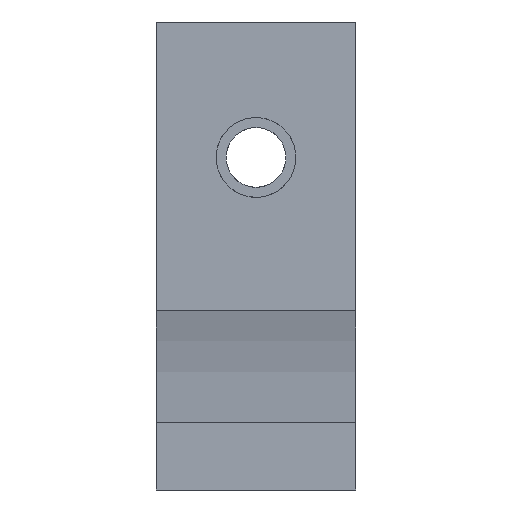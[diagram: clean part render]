
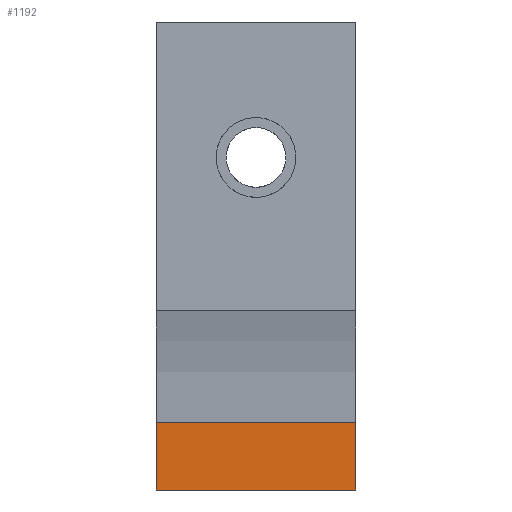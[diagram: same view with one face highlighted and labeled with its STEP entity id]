
A CAD part, front view. The second image highlights one B-rep face of the part: STEP entity #1192.
In plain terms, the highlighted planar face has unit normal (0, -1, 0).
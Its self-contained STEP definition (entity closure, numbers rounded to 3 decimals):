
#31 = PLANE('',#32);
#32 = AXIS2_PLACEMENT_3D('',#33,#34,#35);
#33 = CARTESIAN_POINT('',(422.85,330.61,57.77));
#34 = DIRECTION('',(1.,0.,0.));
#35 = DIRECTION('',(0.,0.,1.));
#79 = VERTEX_POINT('',#80);
#80 = CARTESIAN_POINT('',(422.85,323.7,35.2));
#94 = ( BOUNDED_SURFACE() B_SPLINE_SURFACE(1,2,(
    (#95,#96,#97,#98,#99,#100,#101,#102,#103)
    ,(#104,#105,#106,#107,#108,#109,#110,#111,#112
)),.UNSPECIFIED.,.F.,.T.,.F.) B_SPLINE_SURFACE_WITH_KNOTS((2,2),(1,2,2,2
    ,2,2,1),(0.,12.24),(-1.571,0.,1.571,3.142,
    4.712,6.283,7.854),.UNSPECIFIED.) 
GEOMETRIC_REPRESENTATION_ITEM() RATIONAL_B_SPLINE_SURFACE((
    (1.,0.707,1.,0.707,1.,0.707,1.
      ,0.707,1.)
    ,(1.,0.707,1.,0.707,1.,0.707,1.
,0.707,1.))) REPRESENTATION_ITEM('') SURFACE() );
#95 = CARTESIAN_POINT('',(423.97,303.7,15.2));
#96 = CARTESIAN_POINT('',(423.97,283.7,15.2));
#97 = CARTESIAN_POINT('',(423.97,283.7,35.2));
#98 = CARTESIAN_POINT('',(423.97,283.7,55.2));
#99 = CARTESIAN_POINT('',(423.97,303.7,55.2));
#100 = CARTESIAN_POINT('',(423.97,323.7,55.2));
#101 = CARTESIAN_POINT('',(423.97,323.7,35.2));
#102 = CARTESIAN_POINT('',(423.97,323.7,15.2));
#103 = CARTESIAN_POINT('',(423.97,303.7,15.2));
#104 = CARTESIAN_POINT('',(411.73,303.7,15.2));
#105 = CARTESIAN_POINT('',(411.73,283.7,15.2));
#106 = CARTESIAN_POINT('',(411.73,283.7,35.2));
#107 = CARTESIAN_POINT('',(411.73,283.7,55.2));
#108 = CARTESIAN_POINT('',(411.73,303.7,55.2));
#109 = CARTESIAN_POINT('',(411.73,323.7,55.2));
#110 = CARTESIAN_POINT('',(411.73,323.7,35.2));
#111 = CARTESIAN_POINT('',(411.73,323.7,15.2));
#112 = CARTESIAN_POINT('',(411.73,303.7,15.2));
#142 = EDGE_CURVE('',#143,#79,#145,.T.);
#143 = VERTEX_POINT('',#144);
#144 = CARTESIAN_POINT('',(422.85,323.7,31.8));
#145 = SURFACE_CURVE('',#146,(#149,#155),.PCURVE_S1.);
#146 = B_SPLINE_CURVE_WITH_KNOTS('',1,(#147,#148),.UNSPECIFIED.,.F.,.F.,
  (2,2),(0.,3.4),.PIECEWISE_BEZIER_KNOTS.);
#147 = CARTESIAN_POINT('',(422.85,323.7,31.8));
#148 = CARTESIAN_POINT('',(422.85,323.7,35.2));
#149 = PCURVE('',#31,#150);
#150 = DEFINITIONAL_REPRESENTATION('',(#151),#154);
#151 = B_SPLINE_CURVE_WITH_KNOTS('',1,(#152,#153),.UNSPECIFIED.,.F.,.F.,
  (2,2),(0.,3.4),.PIECEWISE_BEZIER_KNOTS.);
#152 = CARTESIAN_POINT('',(-25.97,6.91));
#153 = CARTESIAN_POINT('',(-22.57,6.91));
#154 = ( GEOMETRIC_REPRESENTATION_CONTEXT(2) 
PARAMETRIC_REPRESENTATION_CONTEXT() REPRESENTATION_CONTEXT('2D SPACE',''
  ) );
#155 = PCURVE('',#156,#161);
#156 = PLANE('',#157);
#157 = AXIS2_PLACEMENT_3D('',#158,#159,#160);
#158 = CARTESIAN_POINT('',(423.97,323.7,35.66));
#159 = DIRECTION('',(0.,-1.,0.));
#160 = DIRECTION('',(-1.,0.,0.));
#161 = DEFINITIONAL_REPRESENTATION('',(#162),#165);
#162 = B_SPLINE_CURVE_WITH_KNOTS('',1,(#163,#164),.UNSPECIFIED.,.F.,.F.,
  (2,2),(0.,3.4),.PIECEWISE_BEZIER_KNOTS.);
#163 = CARTESIAN_POINT('',(1.12,3.86));
#164 = CARTESIAN_POINT('',(1.12,0.46));
#165 = ( GEOMETRIC_REPRESENTATION_CONTEXT(2) 
PARAMETRIC_REPRESENTATION_CONTEXT() REPRESENTATION_CONTEXT('2D SPACE',''
  ) );
#181 = PLANE('',#182);
#182 = AXIS2_PLACEMENT_3D('',#183,#184,#185);
#183 = CARTESIAN_POINT('',(411.73,325.47,31.8));
#184 = DIRECTION('',(0.,0.,-1.));
#185 = DIRECTION('',(-1.,0.,0.));
#490 = PLANE('',#491);
#491 = AXIS2_PLACEMENT_3D('',#492,#493,#494);
#492 = CARTESIAN_POINT('',(412.85,330.61,57.77));
#493 = DIRECTION('',(-1.,0.,0.));
#494 = DIRECTION('',(0.,0.,-1.));
#874 = VERTEX_POINT('',#875);
#875 = CARTESIAN_POINT('',(412.85,323.7,31.8));
#893 = EDGE_CURVE('',#874,#894,#896,.T.);
#894 = VERTEX_POINT('',#895);
#895 = CARTESIAN_POINT('',(412.85,323.7,35.2));
#896 = SURFACE_CURVE('',#897,(#900,#906),.PCURVE_S1.);
#897 = B_SPLINE_CURVE_WITH_KNOTS('',1,(#898,#899),.UNSPECIFIED.,.F.,.F.,
  (2,2),(0.,3.4),.PIECEWISE_BEZIER_KNOTS.);
#898 = CARTESIAN_POINT('',(412.85,323.7,31.8));
#899 = CARTESIAN_POINT('',(412.85,323.7,35.2));
#900 = PCURVE('',#490,#901);
#901 = DEFINITIONAL_REPRESENTATION('',(#902),#905);
#902 = B_SPLINE_CURVE_WITH_KNOTS('',1,(#903,#904),.UNSPECIFIED.,.F.,.F.,
  (2,2),(0.,3.4),.PIECEWISE_BEZIER_KNOTS.);
#903 = CARTESIAN_POINT('',(25.97,6.91));
#904 = CARTESIAN_POINT('',(22.57,6.91));
#905 = ( GEOMETRIC_REPRESENTATION_CONTEXT(2) 
PARAMETRIC_REPRESENTATION_CONTEXT() REPRESENTATION_CONTEXT('2D SPACE',''
  ) );
#906 = PCURVE('',#156,#907);
#907 = DEFINITIONAL_REPRESENTATION('',(#908),#911);
#908 = B_SPLINE_CURVE_WITH_KNOTS('',1,(#909,#910),.UNSPECIFIED.,.F.,.F.,
  (2,2),(0.,3.4),.PIECEWISE_BEZIER_KNOTS.);
#909 = CARTESIAN_POINT('',(11.12,3.86));
#910 = CARTESIAN_POINT('',(11.12,0.46));
#911 = ( GEOMETRIC_REPRESENTATION_CONTEXT(2) 
PARAMETRIC_REPRESENTATION_CONTEXT() REPRESENTATION_CONTEXT('2D SPACE',''
  ) );
#1151 = EDGE_CURVE('',#79,#894,#1152,.T.);
#1152 = SURFACE_CURVE('',#1153,(#1156,#1185),.PCURVE_S1.);
#1153 = B_SPLINE_CURVE_WITH_KNOTS('',1,(#1154,#1155),.UNSPECIFIED.,.F.,
  .F.,(2,2),(0.,10.),.PIECEWISE_BEZIER_KNOTS.);
#1154 = CARTESIAN_POINT('',(422.85,323.7,35.2));
#1155 = CARTESIAN_POINT('',(412.85,323.7,35.2));
#1156 = PCURVE('',#94,#1157);
#1157 = DEFINITIONAL_REPRESENTATION('',(#1158),#1184);
#1158 = B_SPLINE_CURVE_WITH_KNOTS('',3,(#1159,#1160,#1161,#1162,#1163,
    #1164,#1165,#1166,#1167,#1168,#1169,#1170,#1171,#1172,#1173,#1174,
    #1175,#1176,#1177,#1178,#1179,#1180,#1181,#1182,#1183),
  .UNSPECIFIED.,.F.,.F.,(4,1,1,1,1,1,1,1,1,1,1,1,1,1,1,1,1,1,1,1,1,1,4),
  (0.,0.455,0.909,1.364,1.818,
    2.273,2.727,3.182,3.636,
    4.091,4.545,5.,5.455,5.909,
    6.364,6.818,7.273,7.727,
    8.182,8.636,9.091,9.545,10.),
  .QUASI_UNIFORM_KNOTS.);
#1159 = CARTESIAN_POINT('',(1.12,4.712));
#1160 = CARTESIAN_POINT('',(1.272,4.712));
#1161 = CARTESIAN_POINT('',(1.575,4.712));
#1162 = CARTESIAN_POINT('',(2.029,4.712));
#1163 = CARTESIAN_POINT('',(2.484,4.712));
#1164 = CARTESIAN_POINT('',(2.938,4.712));
#1165 = CARTESIAN_POINT('',(3.393,4.712));
#1166 = CARTESIAN_POINT('',(3.847,4.712));
#1167 = CARTESIAN_POINT('',(4.302,4.712));
#1168 = CARTESIAN_POINT('',(4.756,4.712));
#1169 = CARTESIAN_POINT('',(5.211,4.712));
#1170 = CARTESIAN_POINT('',(5.665,4.712));
#1171 = CARTESIAN_POINT('',(6.12,4.712));
#1172 = CARTESIAN_POINT('',(6.575,4.712));
#1173 = CARTESIAN_POINT('',(7.029,4.712));
#1174 = CARTESIAN_POINT('',(7.484,4.712));
#1175 = CARTESIAN_POINT('',(7.938,4.712));
#1176 = CARTESIAN_POINT('',(8.393,4.712));
#1177 = CARTESIAN_POINT('',(8.847,4.712));
#1178 = CARTESIAN_POINT('',(9.302,4.712));
#1179 = CARTESIAN_POINT('',(9.756,4.712));
#1180 = CARTESIAN_POINT('',(10.211,4.712));
#1181 = CARTESIAN_POINT('',(10.665,4.712));
#1182 = CARTESIAN_POINT('',(10.968,4.712));
#1183 = CARTESIAN_POINT('',(11.12,4.712));
#1184 = ( GEOMETRIC_REPRESENTATION_CONTEXT(2) 
PARAMETRIC_REPRESENTATION_CONTEXT() REPRESENTATION_CONTEXT('2D SPACE',''
  ) );
#1185 = PCURVE('',#156,#1186);
#1186 = DEFINITIONAL_REPRESENTATION('',(#1187),#1190);
#1187 = B_SPLINE_CURVE_WITH_KNOTS('',1,(#1188,#1189),.UNSPECIFIED.,.F.,
  .F.,(2,2),(0.,10.),.PIECEWISE_BEZIER_KNOTS.);
#1188 = CARTESIAN_POINT('',(1.12,0.46));
#1189 = CARTESIAN_POINT('',(11.12,0.46));
#1190 = ( GEOMETRIC_REPRESENTATION_CONTEXT(2) 
PARAMETRIC_REPRESENTATION_CONTEXT() REPRESENTATION_CONTEXT('2D SPACE',''
  ) );
#1192 = ADVANCED_FACE('',(#1193),#156,.T.);
#1193 = FACE_BOUND('',#1194,.T.);
#1194 = EDGE_LOOP('',(#1195,#1196,#1197,#1198));
#1195 = ORIENTED_EDGE('',*,*,#142,.T.);
#1196 = ORIENTED_EDGE('',*,*,#1151,.T.);
#1197 = ORIENTED_EDGE('',*,*,#893,.F.);
#1198 = ORIENTED_EDGE('',*,*,#1199,.T.);
#1199 = EDGE_CURVE('',#874,#143,#1200,.T.);
#1200 = SURFACE_CURVE('',#1201,(#1204,#1210),.PCURVE_S1.);
#1201 = B_SPLINE_CURVE_WITH_KNOTS('',1,(#1202,#1203),.UNSPECIFIED.,.F.,
  .F.,(2,2),(-10.,0.),.PIECEWISE_BEZIER_KNOTS.);
#1202 = CARTESIAN_POINT('',(412.85,323.7,31.8));
#1203 = CARTESIAN_POINT('',(422.85,323.7,31.8));
#1204 = PCURVE('',#156,#1205);
#1205 = DEFINITIONAL_REPRESENTATION('',(#1206),#1209);
#1206 = B_SPLINE_CURVE_WITH_KNOTS('',1,(#1207,#1208),.UNSPECIFIED.,.F.,
  .F.,(2,2),(-10.,0.),.PIECEWISE_BEZIER_KNOTS.);
#1207 = CARTESIAN_POINT('',(11.12,3.86));
#1208 = CARTESIAN_POINT('',(1.12,3.86));
#1209 = ( GEOMETRIC_REPRESENTATION_CONTEXT(2) 
PARAMETRIC_REPRESENTATION_CONTEXT() REPRESENTATION_CONTEXT('2D SPACE',''
  ) );
#1210 = PCURVE('',#181,#1211);
#1211 = DEFINITIONAL_REPRESENTATION('',(#1212),#1215);
#1212 = B_SPLINE_CURVE_WITH_KNOTS('',1,(#1213,#1214),.UNSPECIFIED.,.F.,
  .F.,(2,2),(-10.,0.),.PIECEWISE_BEZIER_KNOTS.);
#1213 = CARTESIAN_POINT('',(-1.12,-1.77));
#1214 = CARTESIAN_POINT('',(-11.12,-1.77));
#1215 = ( GEOMETRIC_REPRESENTATION_CONTEXT(2) 
PARAMETRIC_REPRESENTATION_CONTEXT() REPRESENTATION_CONTEXT('2D SPACE',''
  ) );
